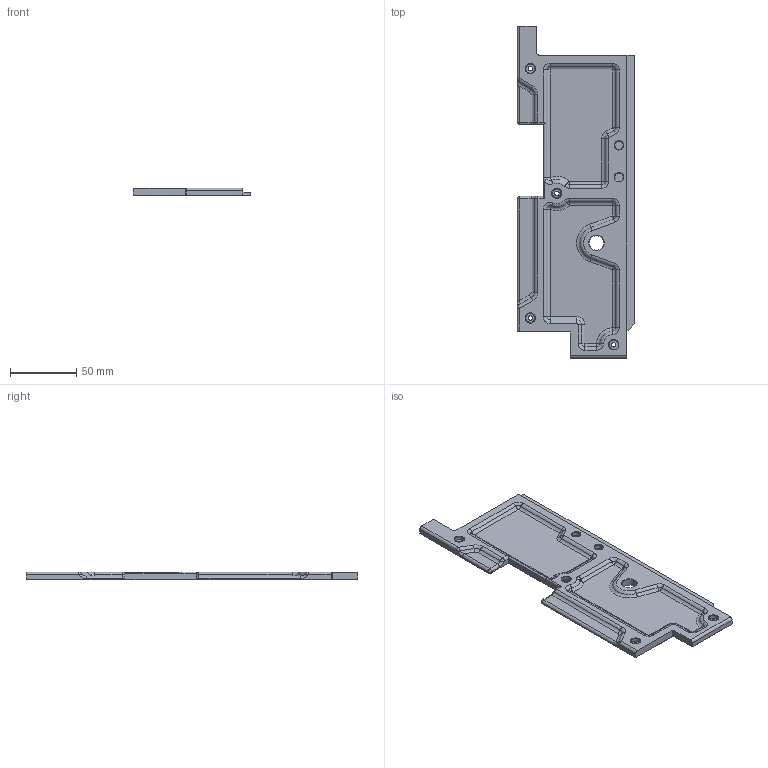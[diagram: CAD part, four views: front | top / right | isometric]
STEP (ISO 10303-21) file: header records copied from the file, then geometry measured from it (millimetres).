
FILE_DESCRIPTION(/* description */ (''),/* implementation_level */ '2;1');
FILE_NAME(/* name */ 'L-SIDE-FRONT v1.step',/* time_stamp */ '2024-08-19T19:32:44-05:00',/* author */ (''),/* organization */ (''),/* preprocessor_version */ 'ST-DEVELOPER v20',/* originating_system */ 'Autodesk Translation Framework v13.14.0.145',/* authorisation */ '');
FILE_SCHEMA (('AUTOMOTIVE_DESIGN { 1 0 10303 214 3 1 1 }'));
Length unit declared in the file: millimetre
Products named in the file (1): L-SIDE-FRONT
Bounding box: 89 x 251 x 6 mm (x, y, z)
Volume: 76282.1 mm3; surface area: 42180 mm2
Topology: 1 solids, 1 shells, 394 faces, 989 edges, 626 vertices
Faces by surface type: plane 169, bspline 99, cylinder 64, torus 29, sphere 17, cone 16
Full cylindrical faces by diameter (mm): 3.4 x4, 6.3 x2, 7 x4, 11 x1
Entity records: 12725 total; most frequent: CARTESIAN_POINT 3729, ORIENTED_EDGE 1978, DIRECTION 1619, EDGE_CURVE 989, VERTEX_POINT 626, LINE 587, VECTOR 587, AXIS2_PLACEMENT_3D 516
